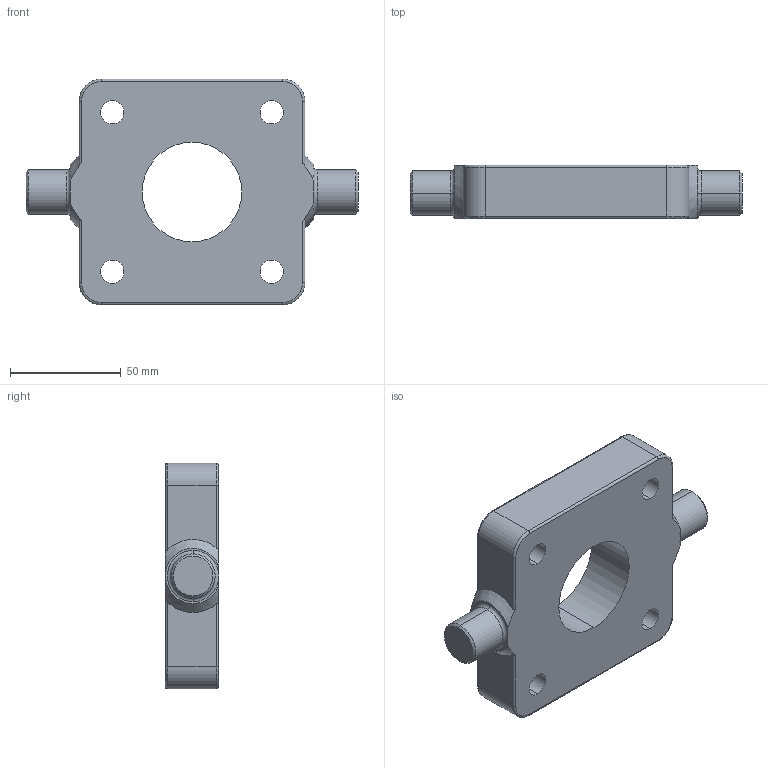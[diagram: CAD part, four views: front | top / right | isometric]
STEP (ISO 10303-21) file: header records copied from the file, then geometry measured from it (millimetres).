
FILE_DESCRIPTION (( 'STEP AP203' ), '1' );
FILE_NAME ('0076-80.STEP', '2015-10-01T07:43:39', ( 'utente11' ), ( '' ), 'SwSTEP 2.0', 'SolidWorks 2015', '' );
FILE_SCHEMA (( 'CONFIG_CONTROL_DESIGN' ));
Length unit declared in the file: millimetre
Products named in the file (1): 0076-80
Bounding box: 150 x 24.04 x 102 mm (x, y, z)
Volume: 213302.5 mm3; surface area: 35940.7 mm2
Topology: 1 solids, 1 shells, 76 faces, 184 edges, 114 vertices
Faces by surface type: cylinder 38, plane 16, torus 12, cone 10
Entity records: 2505 total; most frequent: CARTESIAN_POINT 577, DIRECTION 422, ORIENTED_EDGE 368, EDGE_CURVE 184, AXIS2_PLACEMENT_3D 179, VERTEX_POINT 114, CIRCLE 102, EDGE_LOOP 90
